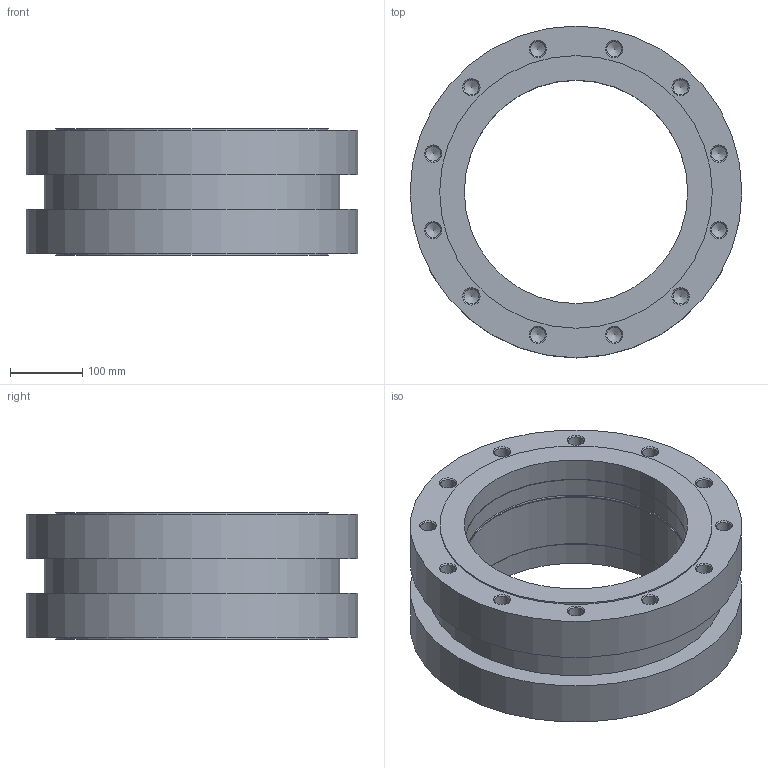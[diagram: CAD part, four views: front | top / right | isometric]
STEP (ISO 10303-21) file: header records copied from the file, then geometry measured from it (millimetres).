
FILE_DESCRIPTION(/* description */ ('STEP AP203'),/* implementation_level */ '2;1');
FILE_NAME(/* name */ 'Swivel Joint DGN-F 300',/* time_stamp */ '2024-11-08T12:00:08+01:00',/* author */ ('License CC BY-ND 4.0'),/* organization */ ('CADENAS'),/* preprocessor_version */ 'ST-DEVELOPER v19.3',/* originating_system */ 'PARTsolutions',/* authorisation */ ' ');
FILE_SCHEMA (('CONFIG_CONTROL_DESIGN'));
Length unit declared in the file: millimetre
Products named in the file (1): Rohrdrehgelenk DGN-F 300
Bounding box: 460 x 460 x 175 mm (x, y, z)
Volume: 13637844.5 mm3; surface area: 741160.1 mm2
Topology: 1 solids, 1 shells, 91 faces, 210 edges, 127 vertices
Faces by surface type: cone 49, cylinder 33, plane 8, torus 1
Full cylindrical faces by diameter (mm): 20.752 x24, 309.7 x2, 310 x2, 378 x2, 410 x1, 460 x2
Entity records: 2585 total; most frequent: DIRECTION 366, CARTESIAN_POINT 298, FACE_BOUND 206, AXIS2_PLACEMENT_3D 183, ORIENTED_EDGE 182, EDGE_LOOP 182, VERTEX_POINT 115, EDGE_CURVE 91
